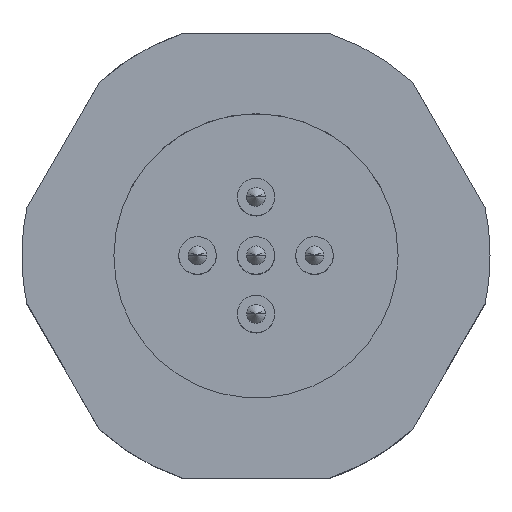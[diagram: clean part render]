
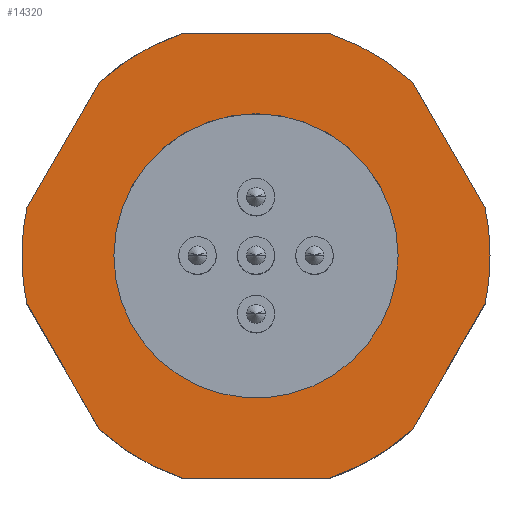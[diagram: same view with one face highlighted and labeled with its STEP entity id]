
A CAD part, top view. The second image highlights one B-rep face of the part: STEP entity #14320.
In plain terms, the highlighted planar face has unit normal (0, 0, 1).
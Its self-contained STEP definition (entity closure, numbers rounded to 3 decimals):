
#13214=AXIS2_PLACEMENT_3D('Circle Axis2P3D',#13212,#13213,$) ;
#13307=AXIS2_PLACEMENT_3D('Circle Axis2P3D',#13305,#13306,$) ;
#13953=AXIS2_PLACEMENT_3D('Circle Axis2P3D',#13951,#13952,$) ;
#13978=AXIS2_PLACEMENT_3D('Circle Axis2P3D',#13976,#13977,$) ;
#13996=AXIS2_PLACEMENT_3D('Circle Axis2P3D',#13994,#13995,$) ;
#14021=AXIS2_PLACEMENT_3D('Circle Axis2P3D',#14019,#14020,$) ;
#14039=AXIS2_PLACEMENT_3D('Circle Axis2P3D',#14037,#14038,$) ;
#14057=AXIS2_PLACEMENT_3D('Circle Axis2P3D',#14055,#14056,$) ;
#14247=AXIS2_PLACEMENT_3D('Circle Axis2P3D',#14245,#14246,$) ;
#14298=AXIS2_PLACEMENT_3D('Plane Axis2P3D',#14295,#14296,#14297) ;
#13146=CARTESIAN_POINT('Vertex',(3.334,2.046,20.5)) ;
#13149=CARTESIAN_POINT('Line Origine',(1.773,4.75,20.5)) ;
#13153=CARTESIAN_POINT('Vertex',(0.212,7.454,20.5)) ;
#13209=CARTESIAN_POINT('Vertex',(6.878,0.,20.5)) ;
#13212=CARTESIAN_POINT('Axis2P3D Location',(10.,9.5,20.5)) ;
#13246=CARTESIAN_POINT('Vertex',(13.122,0.,20.5)) ;
#13249=CARTESIAN_POINT('Line Origine',(10.,0.,20.5)) ;
#13302=CARTESIAN_POINT('Vertex',(16.666,2.046,20.5)) ;
#13305=CARTESIAN_POINT('Axis2P3D Location',(10.,9.5,20.5)) ;
#13339=CARTESIAN_POINT('Vertex',(19.788,7.454,20.5)) ;
#13342=CARTESIAN_POINT('Line Origine',(18.227,4.75,20.5)) ;
#13841=CARTESIAN_POINT('Vertex',(0.212,11.546,20.5)) ;
#13844=CARTESIAN_POINT('Line Origine',(1.773,14.25,20.5)) ;
#13848=CARTESIAN_POINT('Vertex',(3.334,16.954,20.5)) ;
#13879=CARTESIAN_POINT('Vertex',(6.878,19.,20.5)) ;
#13882=CARTESIAN_POINT('Line Origine',(10.,19.,20.5)) ;
#13886=CARTESIAN_POINT('Vertex',(13.122,19.,20.5)) ;
#13917=CARTESIAN_POINT('Vertex',(16.666,16.954,20.5)) ;
#13920=CARTESIAN_POINT('Line Origine',(18.227,14.25,20.5)) ;
#13924=CARTESIAN_POINT('Vertex',(19.788,11.546,20.5)) ;
#13951=CARTESIAN_POINT('Axis2P3D Location',(10.,9.5,20.5)) ;
#13973=CARTESIAN_POINT('Vertex',(20.,9.5,20.5)) ;
#13976=CARTESIAN_POINT('Axis2P3D Location',(10.,9.5,20.5)) ;
#13994=CARTESIAN_POINT('Axis2P3D Location',(10.,9.5,20.5)) ;
#14016=CARTESIAN_POINT('Vertex',(0.,9.5,20.5)) ;
#14019=CARTESIAN_POINT('Axis2P3D Location',(10.,9.5,20.5)) ;
#14037=CARTESIAN_POINT('Axis2P3D Location',(10.,9.5,20.5)) ;
#14055=CARTESIAN_POINT('Axis2P3D Location',(10.,9.5,20.5)) ;
#14242=CARTESIAN_POINT('Vertex',(16.075,9.5,20.5)) ;
#14245=CARTESIAN_POINT('Axis2P3D Location',(10.,9.5,20.5)) ;
#14249=CARTESIAN_POINT('Vertex',(3.925,9.5,20.5)) ;
#14271=CARTESIAN_POINT('Control Point',(16.075,9.5,20.5)) ;
#14272=CARTESIAN_POINT('Control Point',(16.075,8.546,20.5)) ;
#14273=CARTESIAN_POINT('Control Point',(15.888,7.591,20.5)) ;
#14274=CARTESIAN_POINT('Control Point',(15.513,6.686,20.5)) ;
#14275=CARTESIAN_POINT('Control Point',(14.428,5.072,20.5)) ;
#14276=CARTESIAN_POINT('Control Point',(12.814,3.987,20.5)) ;
#14277=CARTESIAN_POINT('Control Point',(11.909,3.612,20.5)) ;
#14278=CARTESIAN_POINT('Control Point',(10.,3.238,20.5)) ;
#14279=CARTESIAN_POINT('Control Point',(8.091,3.612,20.5)) ;
#14280=CARTESIAN_POINT('Control Point',(7.186,3.987,20.5)) ;
#14281=CARTESIAN_POINT('Control Point',(5.572,5.072,20.5)) ;
#14282=CARTESIAN_POINT('Control Point',(4.487,6.686,20.5)) ;
#14283=CARTESIAN_POINT('Control Point',(4.112,7.591,20.5)) ;
#14284=CARTESIAN_POINT('Control Point',(3.925,8.546,20.5)) ;
#14285=CARTESIAN_POINT('Control Point',(3.925,9.5,20.5)) ;
#14295=CARTESIAN_POINT('Axis2P3D Location',(1.963,9.5,20.5)) ;
#13150=DIRECTION('Vector Direction',(0.5,-0.866,0.)) ;
#13213=DIRECTION('Axis2P3D Direction',(0.,0.,-1.)) ;
#13250=DIRECTION('Vector Direction',(1.,0.,0.)) ;
#13306=DIRECTION('Axis2P3D Direction',(0.,0.,-1.)) ;
#13343=DIRECTION('Vector Direction',(0.5,0.866,0.)) ;
#13845=DIRECTION('Vector Direction',(-0.5,-0.866,0.)) ;
#13883=DIRECTION('Vector Direction',(-1.,0.,0.)) ;
#13921=DIRECTION('Vector Direction',(-0.5,0.866,0.)) ;
#13952=DIRECTION('Axis2P3D Direction',(0.,0.,-1.)) ;
#13977=DIRECTION('Axis2P3D Direction',(0.,0.,-1.)) ;
#13995=DIRECTION('Axis2P3D Direction',(0.,0.,-1.)) ;
#14020=DIRECTION('Axis2P3D Direction',(0.,0.,-1.)) ;
#14038=DIRECTION('Axis2P3D Direction',(0.,0.,-1.)) ;
#14056=DIRECTION('Axis2P3D Direction',(0.,0.,-1.)) ;
#14246=DIRECTION('Axis2P3D Direction',(0.,0.,-1.)) ;
#14296=DIRECTION('Axis2P3D Direction',(0.,0.,1.)) ;
#14297=DIRECTION('Axis2P3D XDirection',(0.,1.,0.)) ;
#13151=VECTOR('Line Direction',#13150,1.) ;
#13251=VECTOR('Line Direction',#13250,1.) ;
#13344=VECTOR('Line Direction',#13343,1.) ;
#13846=VECTOR('Line Direction',#13845,1.) ;
#13884=VECTOR('Line Direction',#13883,1.) ;
#13922=VECTOR('Line Direction',#13921,1.) ;
#14301=ORIENTED_EDGE('',*,*,#13155,.T.) ;
#14302=ORIENTED_EDGE('',*,*,#13216,.F.) ;
#14303=ORIENTED_EDGE('',*,*,#13253,.T.) ;
#14304=ORIENTED_EDGE('',*,*,#13309,.F.) ;
#14305=ORIENTED_EDGE('',*,*,#13346,.T.) ;
#14306=ORIENTED_EDGE('',*,*,#13998,.F.) ;
#14307=ORIENTED_EDGE('',*,*,#13980,.F.) ;
#14308=ORIENTED_EDGE('',*,*,#13926,.T.) ;
#14309=ORIENTED_EDGE('',*,*,#13955,.F.) ;
#14310=ORIENTED_EDGE('',*,*,#13888,.T.) ;
#14311=ORIENTED_EDGE('',*,*,#14059,.F.) ;
#14312=ORIENTED_EDGE('',*,*,#13850,.T.) ;
#14313=ORIENTED_EDGE('',*,*,#14023,.F.) ;
#14314=ORIENTED_EDGE('',*,*,#14041,.F.) ;
#14317=ORIENTED_EDGE('',*,*,#14251,.T.) ;
#14318=ORIENTED_EDGE('',*,*,#14286,.T.) ;
#14319=FACE_BOUND('',#14316,.T.) ;
#14320=ADVANCED_FACE('V1',(#14315,#14319),#14299,.T.) ;
#14270=B_SPLINE_CURVE_WITH_KNOTS('',5,(#14271,#14272,#14273,#14274,#14275,#14276,#14277,#14278,#14279,#14280,#14281,#14282,#14283,#14284,#14285),.UNSPECIFIED.,.F.,.U.,(6,3,3,3,6),(-9.543,-4.771,0.,4.771,9.543),.UNSPECIFIED.) ;
#13215=CIRCLE('generated circle',#13214,10.) ;
#13308=CIRCLE('generated circle',#13307,10.) ;
#13954=CIRCLE('generated circle',#13953,10.) ;
#13979=CIRCLE('generated circle',#13978,10.) ;
#13997=CIRCLE('generated circle',#13996,10.) ;
#14022=CIRCLE('generated circle',#14021,10.) ;
#14040=CIRCLE('generated circle',#14039,10.) ;
#14058=CIRCLE('generated circle',#14057,10.) ;
#14248=CIRCLE('generated circle',#14247,6.075) ;
#13155=EDGE_CURVE('',#13154,#13147,#13152,.T.) ;
#13216=EDGE_CURVE('',#13210,#13147,#13215,.T.) ;
#13253=EDGE_CURVE('',#13210,#13247,#13252,.T.) ;
#13309=EDGE_CURVE('',#13303,#13247,#13308,.T.) ;
#13346=EDGE_CURVE('',#13303,#13340,#13345,.T.) ;
#13850=EDGE_CURVE('',#13849,#13842,#13847,.T.) ;
#13888=EDGE_CURVE('',#13887,#13880,#13885,.T.) ;
#13926=EDGE_CURVE('',#13925,#13918,#13923,.T.) ;
#13955=EDGE_CURVE('',#13887,#13918,#13954,.T.) ;
#13980=EDGE_CURVE('',#13925,#13974,#13979,.T.) ;
#13998=EDGE_CURVE('',#13974,#13340,#13997,.T.) ;
#14023=EDGE_CURVE('',#14017,#13842,#14022,.T.) ;
#14041=EDGE_CURVE('',#13154,#14017,#14040,.T.) ;
#14059=EDGE_CURVE('',#13849,#13880,#14058,.T.) ;
#14251=EDGE_CURVE('',#14250,#14243,#14248,.T.) ;
#14286=EDGE_CURVE('',#14243,#14250,#14270,.T.) ;
#14300=EDGE_LOOP('',(#14301,#14302,#14303,#14304,#14305,#14306,#14307,#14308,#14309,#14310,#14311,#14312,#14313,#14314)) ;
#14316=EDGE_LOOP('',(#14317,#14318)) ;
#14315=FACE_OUTER_BOUND('',#14300,.T.) ;
#13152=LINE('Line',#13149,#13151) ;
#13252=LINE('Line',#13249,#13251) ;
#13345=LINE('Line',#13342,#13344) ;
#13847=LINE('Line',#13844,#13846) ;
#13885=LINE('Line',#13882,#13884) ;
#13923=LINE('Line',#13920,#13922) ;
#14299=PLANE('',#14298) ;
#13147=VERTEX_POINT('',#13146) ;
#13154=VERTEX_POINT('',#13153) ;
#13210=VERTEX_POINT('',#13209) ;
#13247=VERTEX_POINT('',#13246) ;
#13303=VERTEX_POINT('',#13302) ;
#13340=VERTEX_POINT('',#13339) ;
#13842=VERTEX_POINT('',#13841) ;
#13849=VERTEX_POINT('',#13848) ;
#13880=VERTEX_POINT('',#13879) ;
#13887=VERTEX_POINT('',#13886) ;
#13918=VERTEX_POINT('',#13917) ;
#13925=VERTEX_POINT('',#13924) ;
#13974=VERTEX_POINT('',#13973) ;
#14017=VERTEX_POINT('',#14016) ;
#14243=VERTEX_POINT('',#14242) ;
#14250=VERTEX_POINT('',#14249) ;
